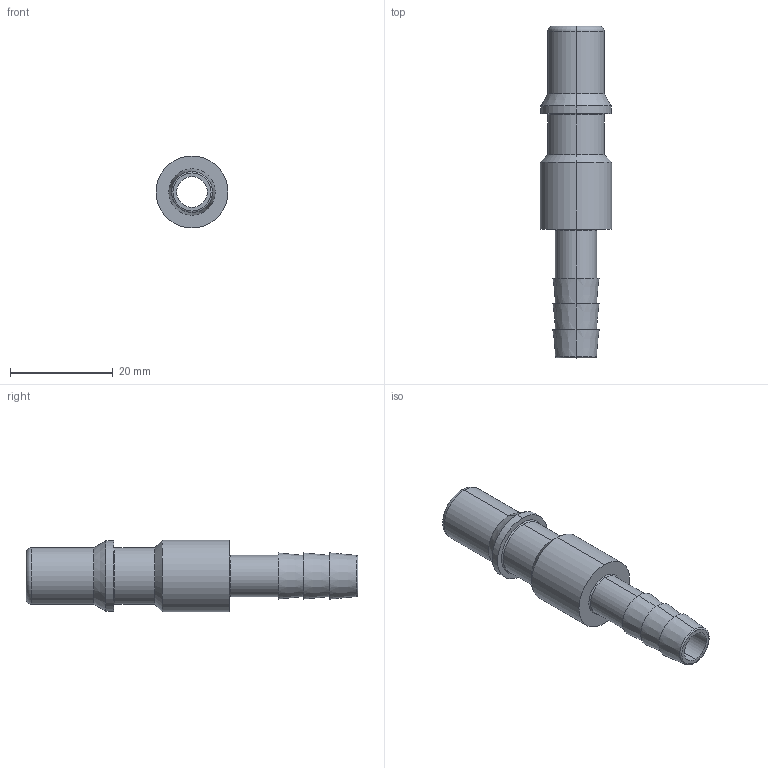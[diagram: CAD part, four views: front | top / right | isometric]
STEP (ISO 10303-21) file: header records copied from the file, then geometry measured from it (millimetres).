
FILE_DESCRIPTION (( 'STEP AP203' ), '1' );
FILE_NAME ('07431240.STEP', '2011-07-26T06:42:58', ( 'SP' ), ( 'sopra-pneumatic' ), 'SwSTEP 2.0', 'SolidWorks 2011', '' );
FILE_SCHEMA (( 'CONFIG_CONTROL_DESIGN' ));
Length unit declared in the file: millimetre
Products named in the file (1): 07431240
Bounding box: 13.96 x 64.5 x 13.96 mm (x, y, z)
Volume: 3401.8 mm3; surface area: 3897.2 mm2
Topology: 1 solids, 1 shells, 41 faces, 82 edges, 48 vertices
Faces by surface type: cylinder 14, cone 12, torus 8, plane 7
Entity records: 1153 total; most frequent: DIRECTION 222, CARTESIAN_POINT 172, ORIENTED_EDGE 164, AXIS2_PLACEMENT_3D 98, EDGE_CURVE 82, CIRCLE 56, VERTEX_POINT 48, EDGE_LOOP 48
